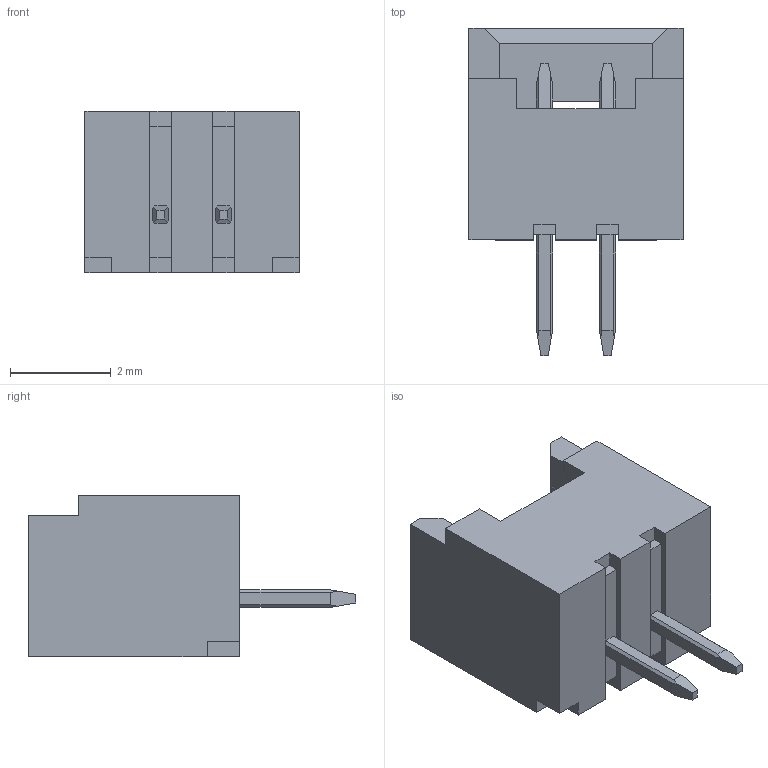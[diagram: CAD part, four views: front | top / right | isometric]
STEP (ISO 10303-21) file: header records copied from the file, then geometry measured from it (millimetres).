
FILE_DESCRIPTION (( 'STEP AP214' ), '1' );
FILE_NAME ('530470260.STEP', '2025-01-22T15:44:45', ( '' ), ( '' ), 'SwSTEP 2.0', 'SolidWorks 2021', '' );
FILE_SCHEMA (( 'AUTOMOTIVE_DESIGN' ));
Length unit declared in the file: millimetre
Products named in the file (1): 530470260
Bounding box: 4.25 x 6.5 x 3.2 mm (x, y, z)
Volume: 31.7 mm3; surface area: 130.7 mm2
Topology: 5 solids, 5 shells, 130 faces, 346 edges, 226 vertices
Faces by surface type: plane 124, cylinder 6
Entity records: 4216 total; most frequent: CARTESIAN_POINT 721, ORIENTED_EDGE 692, DIRECTION 608, EDGE_CURVE 346, VECTOR 334, LINE 334, VERTEX_POINT 226, AXIS2_PLACEMENT_3D 137
